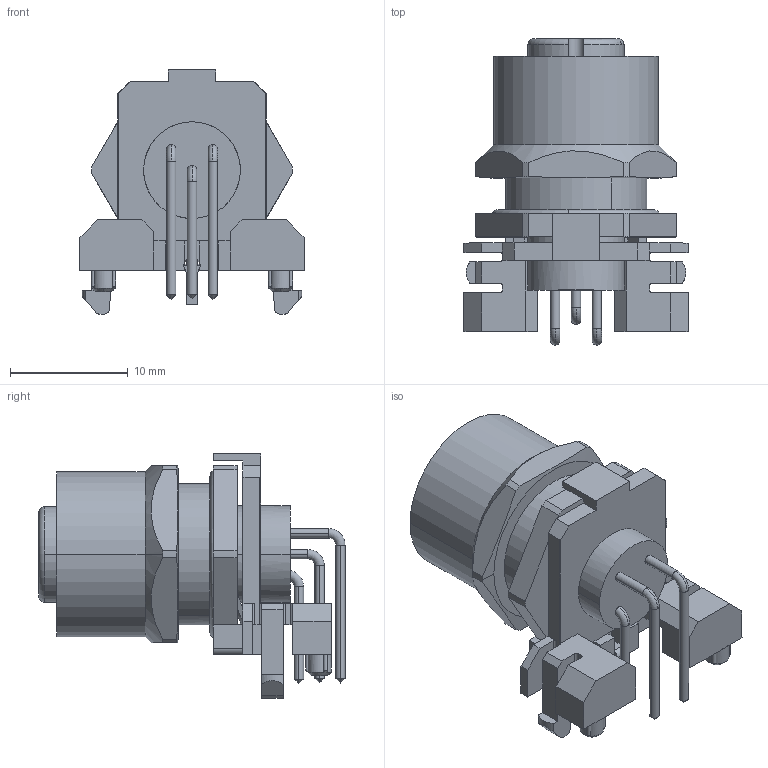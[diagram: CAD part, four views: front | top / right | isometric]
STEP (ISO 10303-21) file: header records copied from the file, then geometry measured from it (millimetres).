
FILE_DESCRIPTION(('CATIA V5 STEP Exchange','CAx-IF Rec.Pracs.--- Model Styling and Organization---1.5--- 2016-08-15','CAx-IF Rec.Pracs.---Supplemental Geometry---1.0---2011-11-01','CAx-IF Rec.Pracs.--- Composite Materials ---1.1---2010-07-15'),'2;1');
FILE_NAME ('030344-2_0_2423510000_2423510000.stp','2024-06-10T08:06:47+00:00',('none'),('Weidmueller'),'CATIA Version 5-6 Release 2022 SP4 HF5','CATIA V5 STEP AP214 v3','none');
FILE_SCHEMA(('AUTOMOTIVE_DESIGN { 1 0 10303 214 1 1 1 1 }'));
Length unit declared in the file: millimetre
Products named in the file (1): 2423510000
Bounding box: 19 x 25.96 x 20.7 mm (x, y, z)
Volume: 2859.9 mm3; surface area: 4503 mm2
Topology: 9 solids, 9 shells, 649 faces, 1936 edges, 1263 vertices
Faces by surface type: plane 266, cylinder 189, bspline 82, torus 52, cone 52, extrusion 8
Entity records: 21596 total; most frequent: CARTESIAN_POINT 6699, ORIENTED_EDGE 3756, DIRECTION 2013, EDGE_CURVE 1875, VERTEX_POINT 1255, AXIS2_PLACEMENT_3D 860, VECTOR 848, LINE 840
